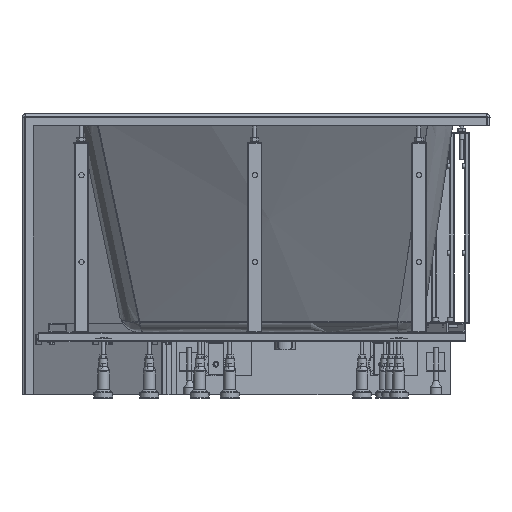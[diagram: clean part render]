
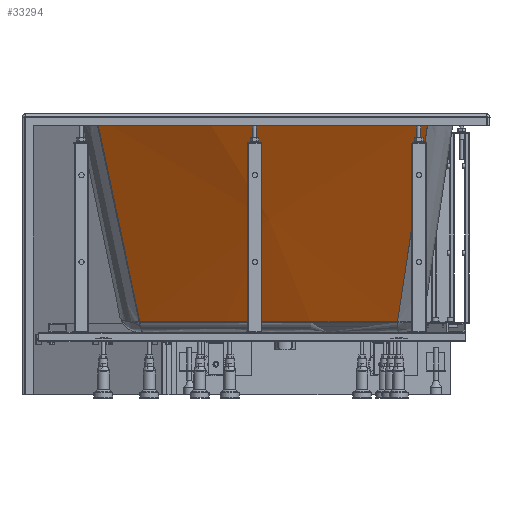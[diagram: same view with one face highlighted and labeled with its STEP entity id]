
A CAD part, left-side view. The second image highlights one B-rep face of the part: STEP entity #33294.
In plain terms, the highlighted conical face has half-angle 28.4 degrees and reference radius 3190.6 mm.
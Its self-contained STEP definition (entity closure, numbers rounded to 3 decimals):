
#31335=CARTESIAN_POINT('',(636.572,-771.291,455.));
#31336=VERTEX_POINT('',#31335);
#31352=CARTESIAN_POINT('',(777.25,-67.237,455.));
#31353=VERTEX_POINT('',#31352);
#31354=CARTESIAN_POINT('',(-2636.139,248.717,455.));
#31355=DIRECTION('',(0.,0.,-1.));
#31356=DIRECTION('',(0.955,-0.298,0.));
#31357=AXIS2_PLACEMENT_3D('',#31354,#31355,#31356);
#31358=CIRCLE('',#31357,3427.981);
#31359=EDGE_CURVE('',#31353,#31336,#31358,.T.);
#31887=CARTESIAN_POINT('',(420.187,-667.145,15.975));
#31888=VERTEX_POINT('',#31887);
#32037=CARTESIAN_POINT('',(532.816,-122.309,15.975));
#32038=VERTEX_POINT('',#32037);
#33146=CARTESIAN_POINT('',(-2636.139,248.717,15.975));
#33147=DIRECTION('',(0.0,0.0,1.0));
#33148=DIRECTION('',(1.0,0.0,0.0));
#33149=AXIS2_PLACEMENT_3D('',#33146,#33147,#33148);
#33150=CIRCLE('',#33149,3190.601);
#33151=EDGE_CURVE('',#31888,#32038,#33150,.T.);
#33262=CARTESIAN_POINT('',(636.572,-771.291,455.));
#33263=CARTESIAN_POINT('',(593.318,-750.472,367.171));
#33264=CARTESIAN_POINT('',(550.053,-729.647,279.352));
#33265=CARTESIAN_POINT('',(506.777,-708.818,191.545));
#33266=CARTESIAN_POINT('',(463.489,-687.984,103.752));
#33267=CARTESIAN_POINT('',(420.187,-667.145,15.975));
#33268=B_SPLINE_CURVE_WITH_KNOTS('',5,(#33262,#33263,#33264,#33265,#33266,#33267),.UNSPECIFIED.,.F.,.U.,(6,6),(152.484,860.211),.UNSPECIFIED.);
#33269=EDGE_CURVE('',#31336,#31888,#33268,.T.);
#33277=CARTESIAN_POINT('',(-2636.139,248.717,15.975));
#33278=DIRECTION('',(0.0,0.0,1.0));
#33279=DIRECTION('',(-0.981,0.195,0.0));
#33280=AXIS2_PLACEMENT_3D('',#33277,#33278,#33279);
#33281=CONICAL_SURFACE('',#33280,3190.601,28.4);
#33282=CARTESIAN_POINT('',(532.816,-122.309,15.975));
#33283=CARTESIAN_POINT('',(614.509,-103.95,162.091));
#33284=CARTESIAN_POINT('',(695.975,-85.592,308.455));
#33285=CARTESIAN_POINT('',(777.25,-67.237,455.));
#33286=B_SPLINE_CURVE_WITH_KNOTS('',3,(#33282,#33283,#33284,#33285),.UNSPECIFIED.,.F.,.U.,(4,4),(208.983,924.067),.UNSPECIFIED.);
#33287=EDGE_CURVE('',#32038,#31353,#33286,.T.);
#33288=ORIENTED_EDGE('',*,*,#33287,.T.);
#33289=ORIENTED_EDGE('',*,*,#31359,.T.);
#33290=ORIENTED_EDGE('',*,*,#33269,.T.);
#33291=ORIENTED_EDGE('',*,*,#33151,.T.);
#33292=EDGE_LOOP('',(#33288,#33289,#33290,#33291));
#33293=FACE_OUTER_BOUND('',#33292,.T.);
#33294=ADVANCED_FACE('',(#33293),#33281,.T.);
